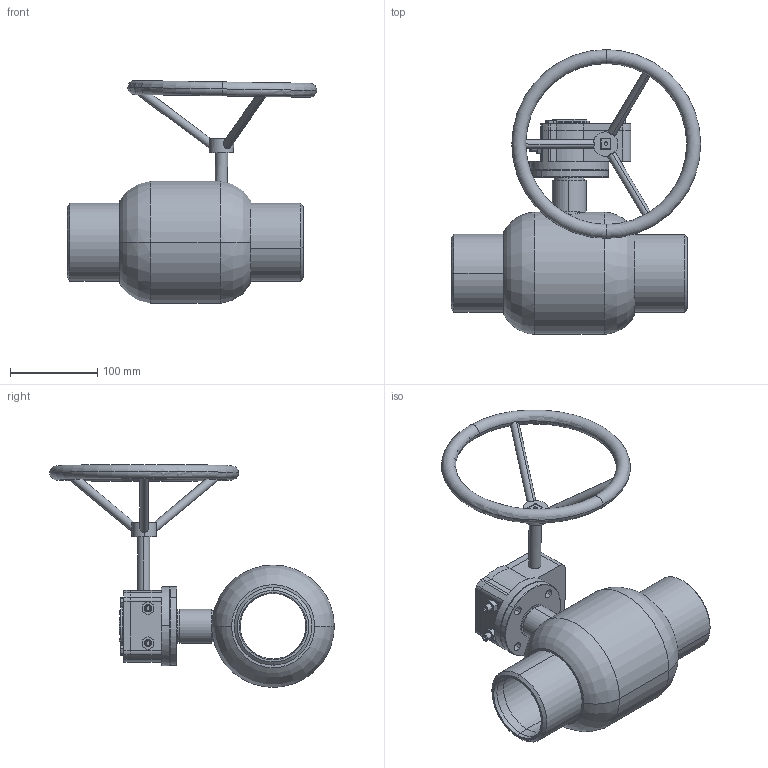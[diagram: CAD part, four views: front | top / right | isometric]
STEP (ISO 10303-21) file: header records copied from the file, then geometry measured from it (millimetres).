
FILE_DESCRIPTION (( 'STEP AP214' ), '1' );
FILE_NAME ('DN80涡轮球阀PN25.STEP', '2023-10-07T07:20:20', ( '' ), ( '' ), 'SwSTEP 2.0', 'SolidWorks 2019', '' );
FILE_SCHEMA (( 'AUTOMOTIVE_DESIGN' ));
Length unit declared in the file: millimetre
Products named in the file (9): DN100忒謫; Q61F-80-4傻諉; 80-100攫; Q61F-80-3概裝; 80概极; Q61F-80-5粣杶; DN80恦謫⑩概PN25; DN100恘謫; 100恦謫
Assembly tree (9 placements, depth 3):
  DN80恦謫⑩概PN25
    80概极
    Q61F-80-4傻諉  x2
    Q61F-80-5粣杶
    Q61F-80-3概裝
    80-100攫
    100恦謫
      DN100恘謫
      DN100忒謫
Bounding box: 285.24 x 325.5 x 254.93 mm (x, y, z)
Volume: 1348884.9 mm3; surface area: 394649.6 mm2
Topology: 19 solids, 19 shells, 583 faces, 1487 edges, 963 vertices
Faces by surface type: plane 324, cylinder 148, bspline 65, torus 28, cone 18
Entity records: 22419 total; most frequent: CARTESIAN_POINT 7404, ORIENTED_EDGE 2898, DIRECTION 2583, EDGE_CURVE 1449, VERTEX_POINT 941, VECTOR 937, LINE 937, AXIS2_PLACEMENT_3D 823
